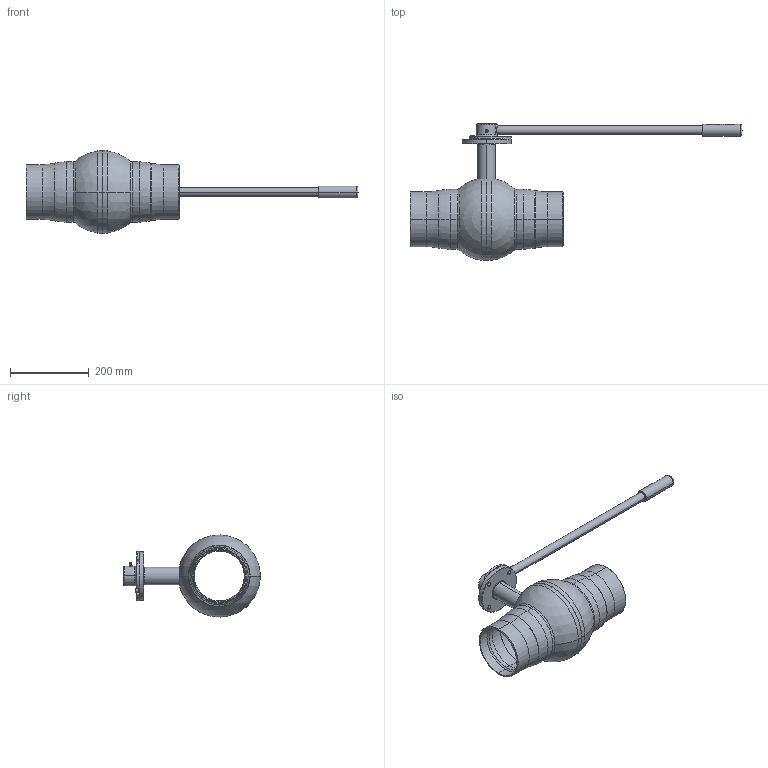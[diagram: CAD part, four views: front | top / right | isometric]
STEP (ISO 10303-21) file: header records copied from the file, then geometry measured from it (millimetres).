
FILE_DESCRIPTION (( 'STEP AP214' ), '1' );
FILE_NAME ('8600225125 010.step', '2025-05-29T08:16:06', ( '' ), ( '' ), 'SwSTEP 2.0', 'SolidWorks 2023', '' );
FILE_SCHEMA (( 'AUTOMOTIVE_DESIGN' ));
Length unit declared in the file: millimetre
Products named in the file (1): 8600225125 010
Bounding box: 845.1 x 347.72 x 208.83 mm (x, y, z)
Surface area: 417313.9 mm2 (no closed solid volume)
Topology: 0 solids, 37 shells, 212 faces, 1025 edges, 834 vertices
Faces by surface type: cylinder 91, cone 52, torus 32, plane 28, sphere 6, bspline 3
Entity records: 13492 total; most frequent: CARTESIAN_POINT 5993, DIRECTION 1481, ORIENTED_EDGE 1397, EDGE_CURVE 1025, VERTEX_POINT 834, AXIS2_PLACEMENT_3D 594, CIRCLE 384, VECTOR 293
